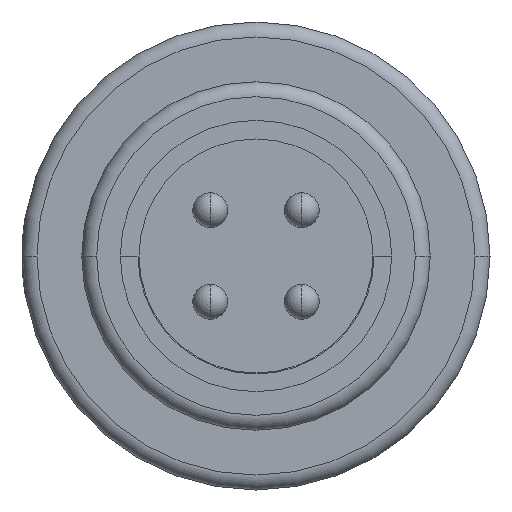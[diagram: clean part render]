
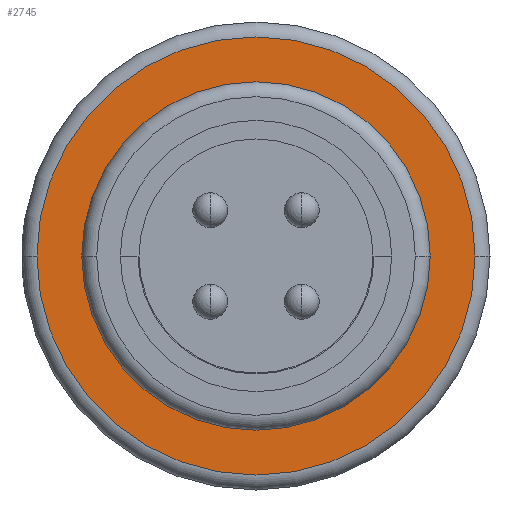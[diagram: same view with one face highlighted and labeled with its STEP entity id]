
A CAD part, left-side view. The second image highlights one B-rep face of the part: STEP entity #2745.
In plain terms, the highlighted planar face has unit normal (-1, 0, 0).
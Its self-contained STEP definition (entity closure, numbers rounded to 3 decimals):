
#231=CARTESIAN_POINT('',(-2.3,0.,0.));
#232=DIRECTION('',(-1.,0.,0.));
#233=DIRECTION('',(0.,1.,0.));
#234=AXIS2_PLACEMENT_3D('',#231,#232,#233);
#254=CARTESIAN_POINT('',(-2.3,0.,0.));
#255=DIRECTION('',(1.,0.,0.));
#256=DIRECTION('',(0.,1.,0.));
#257=AXIS2_PLACEMENT_3D('',#254,#255,#256);
#262=CARTESIAN_POINT('',(-2.3,0.,0.));
#263=DIRECTION('',(-1.,0.,0.));
#264=DIRECTION('',(0.,-1.,0.));
#265=AXIS2_PLACEMENT_3D('',#262,#263,#264);
#270=CARTESIAN_POINT('',(-2.3,0.,0.));
#271=DIRECTION('',(-1.,0.,0.));
#272=DIRECTION('',(0.,1.,0.));
#273=AXIS2_PLACEMENT_3D('',#270,#271,#272);
#2370=CARTESIAN_POINT('',(-2.3,3.5,0.));
#2371=CARTESIAN_POINT('',(-2.3,-3.5,0.));
#2372=VERTEX_POINT('',#2370);
#2373=VERTEX_POINT('',#2371);
#2402=CARTESIAN_POINT('',(-2.3,-4.4,0.));
#2403=CARTESIAN_POINT('',(-2.3,4.4,0.));
#2404=VERTEX_POINT('',#2402);
#2405=VERTEX_POINT('',#2403);
#2730=CARTESIAN_POINT('',(-2.3,0.,0.));
#2731=DIRECTION('',(1.,0.,0.));
#2732=DIRECTION('',(0.,-1.,0.));
#2733=AXIS2_PLACEMENT_3D('',#2730,#2731,#2732);
#2734=PLANE('',#2733);
#2736=ORIENTED_EDGE('',*,*,#2735,.F.);
#2738=ORIENTED_EDGE('',*,*,#2737,.F.);
#2739=EDGE_LOOP('',(#2736,#2738));
#2740=FACE_OUTER_BOUND('',#2739,.F.);
#2741=ORIENTED_EDGE('',*,*,#2717,.F.);
#2742=ORIENTED_EDGE('',*,*,#2696,.T.);
#2743=EDGE_LOOP('',(#2741,#2742));
#2744=FACE_BOUND('',#2743,.F.);
#235=CIRCLE('',#234,3.5);
#258=CIRCLE('',#257,3.5);
#266=CIRCLE('',#265,4.4);
#274=CIRCLE('',#273,4.4);
#2696=EDGE_CURVE('',#2372,#2373,#235,.T.);
#2717=EDGE_CURVE('',#2372,#2373,#258,.T.);
#2735=EDGE_CURVE('',#2404,#2405,#266,.T.);
#2737=EDGE_CURVE('',#2405,#2404,#274,.T.);
#2745=ADVANCED_FACE('',(#2740,#2744),#2734,.F.);
